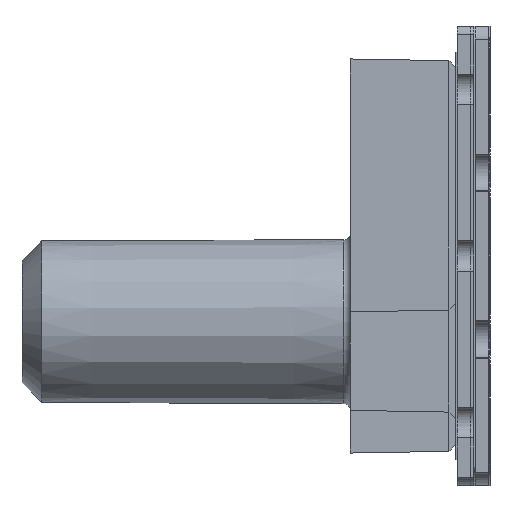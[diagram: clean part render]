
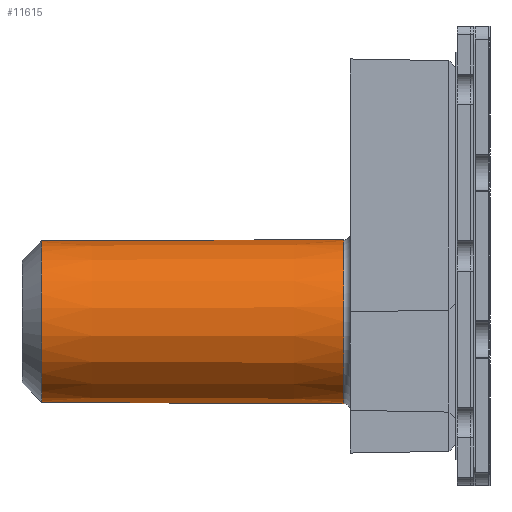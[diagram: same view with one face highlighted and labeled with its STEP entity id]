
A CAD part, left-side view. The second image highlights one B-rep face of the part: STEP entity #11615.
In plain terms, the highlighted conical face has half-angle 0.25 degrees and reference radius 1.25 mm.
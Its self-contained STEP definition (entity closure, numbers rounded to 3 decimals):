
#26 = EDGE_CURVE ( 'NONE', #16952, #3354, #19443, .T. ) ;
#308 = CARTESIAN_POINT ( 'NONE',  ( -1., 1.7, -0.25 ) ) ;
#638 = ORIENTED_EDGE ( 'NONE', *, *, #11604, .T. ) ;
#983 = ORIENTED_EDGE ( 'NONE', *, *, #16613, .F. ) ;
#1139 = CARTESIAN_POINT ( 'NONE',  ( -1., 6.3, 1. ) ) ;
#1212 = DIRECTION ( 'NONE',  ( 0., 1., 0. ) ) ;
#2186 = VECTOR ( 'NONE', #17673, 1000. ) ;
#3252 = VERTEX_POINT ( 'NONE', #308 ) ;
#3354 = VERTEX_POINT ( 'NONE', #3816 ) ;
#3816 = CARTESIAN_POINT ( 'NONE',  ( -1., 6.3, 2.229 ) ) ;
#4333 = DIRECTION ( 'NONE',  ( 0., -1., 0. ) ) ;
#4413 = DIRECTION ( 'NONE',  ( 0., -1., 0. ) ) ;
#4687 = AXIS2_PLACEMENT_3D ( 'NONE', #10253, #1212, #7317 ) ;
#4788 = ORIENTED_EDGE ( 'NONE', *, *, #26, .T. ) ;
#5583 = CARTESIAN_POINT ( 'NONE',  ( -1., 1.7, 2.25 ) ) ;
#6983 = LINE ( 'NONE', #10104, #14349 ) ;
#7317 = DIRECTION ( 'NONE',  ( 0., 0., -1. ) ) ;
#8737 = CARTESIAN_POINT ( 'NONE',  ( -1., 1.6, 1. ) ) ;
#10104 = CARTESIAN_POINT ( 'NONE',  ( -1., 1.6, -0.25 ) ) ;
#10253 = CARTESIAN_POINT ( 'NONE',  ( -1., 1.7, 1. ) ) ;
#10558 = DIRECTION ( 'NONE',  ( 0., 0., -1. ) ) ;
#11604 = EDGE_CURVE ( 'NONE', #11941, #3252, #12710, .T. ) ;
#11615 = ADVANCED_FACE ( 'NONE', ( #19667 ), #15284, .T. ) ;
#11762 = AXIS2_PLACEMENT_3D ( 'NONE', #1139, #4333, #13684 ) ;
#11941 = VERTEX_POINT ( 'NONE', #5583 ) ;
#12710 = CIRCLE ( 'NONE', #4687, 1.25 ) ;
#12928 = EDGE_CURVE ( 'NONE', #3354, #11941, #14764, .T. ) ;
#13684 = DIRECTION ( 'NONE',  ( 0., 0., -1. ) ) ;
#14349 = VECTOR ( 'NONE', #16234, 1000. ) ;
#14764 = LINE ( 'NONE', #16366, #2186 ) ;
#15284 = CONICAL_SURFACE ( 'NONE', #15928, 1.25, 0.004 ) ;
#15928 = AXIS2_PLACEMENT_3D ( 'NONE', #8737, #4413, #10558 ) ;
#16234 = DIRECTION ( 'NONE',  ( 0., -1., -0.004 ) ) ;
#16366 = CARTESIAN_POINT ( 'NONE',  ( -1., 1.6, 2.25 ) ) ;
#16613 = EDGE_CURVE ( 'NONE', #16952, #3252, #6983, .T. ) ;
#16853 = CARTESIAN_POINT ( 'NONE',  ( -1., 6.3, -0.229 ) ) ;
#16952 = VERTEX_POINT ( 'NONE', #16853 ) ;
#17673 = DIRECTION ( 'NONE',  ( 0., -1., 0.004 ) ) ;
#18385 = ORIENTED_EDGE ( 'NONE', *, *, #12928, .T. ) ;
#18706 = EDGE_LOOP ( 'NONE', ( #4788, #18385, #638, #983 ) ) ;
#19443 = CIRCLE ( 'NONE', #11762, 1.229 ) ;
#19667 = FACE_OUTER_BOUND ( 'NONE', #18706, .T. ) ;
